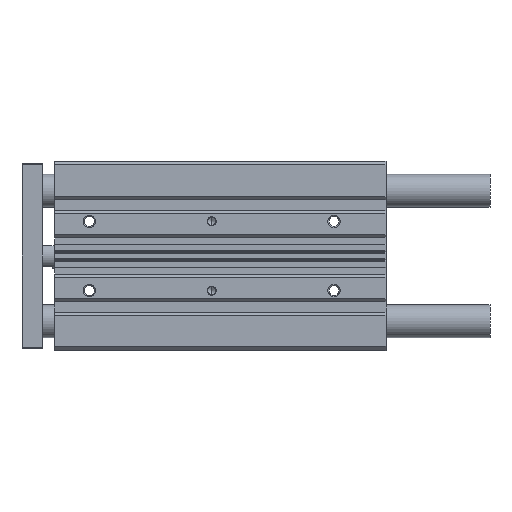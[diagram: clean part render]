
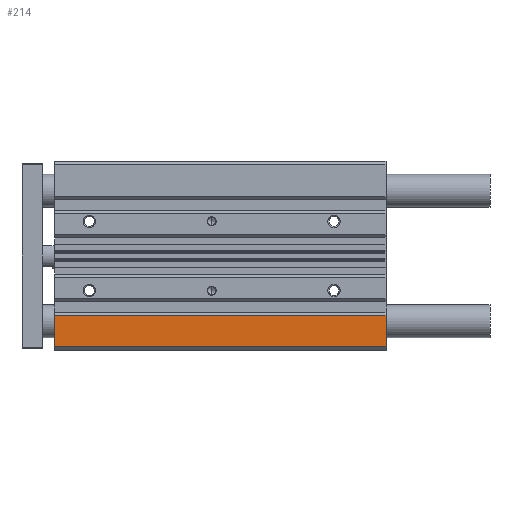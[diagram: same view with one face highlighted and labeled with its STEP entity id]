
A CAD part, front view. The second image highlights one B-rep face of the part: STEP entity #214.
In plain terms, the highlighted planar face has unit normal (0, -1, 0).
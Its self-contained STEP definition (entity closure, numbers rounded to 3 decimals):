
#214 = ADVANCED_FACE ( 'NONE', ( #1403 ), #5431, .T. ) ;
#365 = AXIS2_PLACEMENT_3D ( 'NONE', #6881, #3841, #5821 ) ;
#491 = CARTESIAN_POINT ( 'NONE',  ( 162.5, -21., 0. ) ) ;
#1403 = FACE_OUTER_BOUND ( 'NONE', #5851, .T. ) ;
#1567 = CARTESIAN_POINT ( 'NONE',  ( 0., -21., -44.2 ) ) ;
#2275 = VERTEX_POINT ( 'NONE', #5079 ) ;
#2941 = VECTOR ( 'NONE', #3426, 1000. ) ;
#3426 = DIRECTION ( 'NONE',  ( 0., 0., -1. ) ) ;
#3440 = VECTOR ( 'NONE', #7613, 1000. ) ;
#3655 = EDGE_CURVE ( 'NONE', #2275, #7812, #4470, .T. ) ;
#3841 = DIRECTION ( 'NONE',  ( 0., -1., 0. ) ) ;
#4245 = EDGE_CURVE ( 'NONE', #7812, #10423, #7552, .T. ) ;
#4331 = LINE ( 'NONE', #7306, #7342 ) ;
#4470 = LINE ( 'NONE', #491, #10371 ) ;
#5079 = CARTESIAN_POINT ( 'NONE',  ( 162.5, -21., -29. ) ) ;
#5431 = PLANE ( 'NONE',  #365 ) ;
#5520 = DIRECTION ( 'NONE',  ( 0., 0., -1. ) ) ;
#5761 = ORIENTED_EDGE ( 'NONE', *, *, #3655, .F. ) ;
#5821 = DIRECTION ( 'NONE',  ( 0., 0., -1. ) ) ;
#5851 = EDGE_LOOP ( 'NONE', ( #8327, #6478, #5761, #6407 ) ) ;
#6401 = CARTESIAN_POINT ( 'NONE',  ( 162.5, -21., -44.2 ) ) ;
#6407 = ORIENTED_EDGE ( 'NONE', *, *, #8266, .T. ) ;
#6478 = ORIENTED_EDGE ( 'NONE', *, *, #4245, .F. ) ;
#6881 = CARTESIAN_POINT ( 'NONE',  ( 0., -21., -44.2 ) ) ;
#7306 = CARTESIAN_POINT ( 'NONE',  ( 0., -21., -29. ) ) ;
#7310 = CARTESIAN_POINT ( 'NONE',  ( 0., -21., -44.2 ) ) ;
#7342 = VECTOR ( 'NONE', #12377, 1000. ) ;
#7552 = LINE ( 'NONE', #12683, #3440 ) ;
#7613 = DIRECTION ( 'NONE',  ( -1., 0., 0. ) ) ;
#7812 = VERTEX_POINT ( 'NONE', #6401 ) ;
#8266 = EDGE_CURVE ( 'NONE', #2275, #12965, #4331, .T. ) ;
#8327 = ORIENTED_EDGE ( 'NONE', *, *, #11177, .T. ) ;
#10371 = VECTOR ( 'NONE', #5520, 1000. ) ;
#10423 = VERTEX_POINT ( 'NONE', #7310 ) ;
#11079 = LINE ( 'NONE', #1567, #2941 ) ;
#11177 = EDGE_CURVE ( 'NONE', #12965, #10423, #11079, .T. ) ;
#11718 = CARTESIAN_POINT ( 'NONE',  ( 0., -21., -29. ) ) ;
#12377 = DIRECTION ( 'NONE',  ( -1., 0., 0. ) ) ;
#12683 = CARTESIAN_POINT ( 'NONE',  ( 0., -21., -44.2 ) ) ;
#12965 = VERTEX_POINT ( 'NONE', #11718 ) ;
